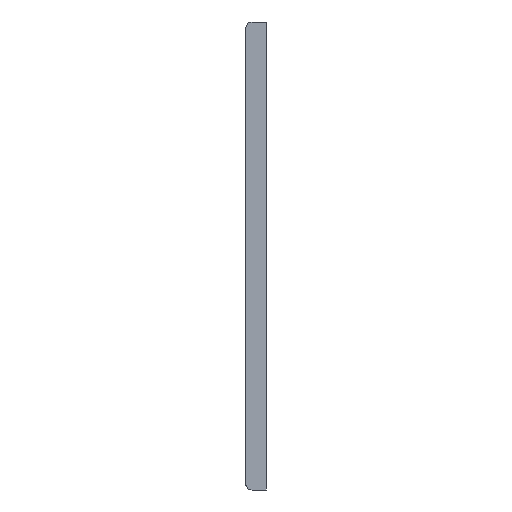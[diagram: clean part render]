
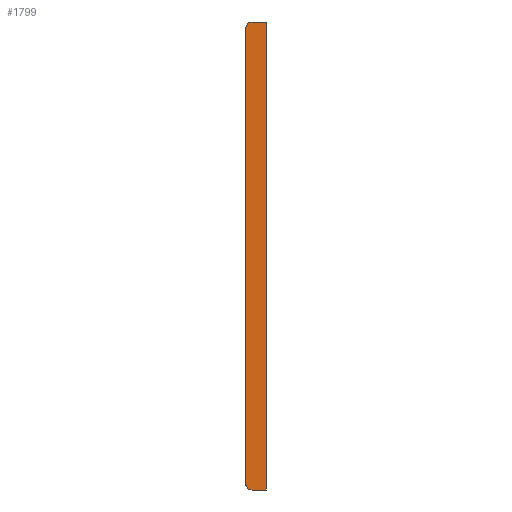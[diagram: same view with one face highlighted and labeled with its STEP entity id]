
A CAD part, left-side view. The second image highlights one B-rep face of the part: STEP entity #1799.
In plain terms, the highlighted planar face has unit normal (-1, 0, 0).
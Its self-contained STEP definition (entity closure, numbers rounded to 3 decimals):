
#73=PLANE('',#1974);
#172=LINE('',#2859,#347);
#190=LINE('',#2917,#365);
#207=LINE('',#2964,#382);
#229=LINE('',#3025,#404);
#347=VECTOR('',#2248,10.);
#365=VECTOR('',#2308,10.);
#382=VECTOR('',#2353,10.);
#404=VECTOR('',#2415,10.);
#541=FACE_OUTER_BOUND('',#651,.T.);
#651=EDGE_LOOP('',(#1546,#1547,#1548,#1549,#1550,#1551));
#745=CIRCLE('',#1956,0.75);
#754=CIRCLE('',#1975,0.75);
#870=VERTEX_POINT('',#2856);
#871=VERTEX_POINT('',#2858);
#889=VERTEX_POINT('',#2914);
#890=VERTEX_POINT('',#2916);
#906=VERTEX_POINT('',#2963);
#925=VERTEX_POINT('',#3024);
#1070=EDGE_CURVE('',#870,#871,#172,.T.);
#1099=EDGE_CURVE('',#889,#890,#190,.T.);
#1124=EDGE_CURVE('',#890,#906,#207,.T.);
#1126=EDGE_CURVE('',#906,#870,#745,.T.);
#1155=EDGE_CURVE('',#889,#925,#229,.T.);
#1156=EDGE_CURVE('',#871,#925,#754,.T.);
#1546=ORIENTED_EDGE('',*,*,#1126,.F.);
#1547=ORIENTED_EDGE('',*,*,#1124,.F.);
#1548=ORIENTED_EDGE('',*,*,#1099,.F.);
#1549=ORIENTED_EDGE('',*,*,#1155,.T.);
#1550=ORIENTED_EDGE('',*,*,#1156,.F.);
#1551=ORIENTED_EDGE('',*,*,#1070,.F.);
#1799=ADVANCED_FACE('',(#541),#73,.T.);
#1956=AXIS2_PLACEMENT_3D('',#2967,#2357,#2358);
#1974=AXIS2_PLACEMENT_3D('',#3023,#2413,#2414);
#1975=AXIS2_PLACEMENT_3D('',#3026,#2416,#2417);
#2248=DIRECTION('',(0.,0.,1.));
#2308=DIRECTION('',(0.,0.,-1.));
#2353=DIRECTION('',(0.,1.,0.));
#2357=DIRECTION('center_axis',(1.,0.,0.));
#2358=DIRECTION('ref_axis',(0.,0.707,-0.707));
#2413=DIRECTION('center_axis',(-1.,0.,0.));
#2414=DIRECTION('ref_axis',(0.,0.,1.));
#2415=DIRECTION('',(0.,1.,0.));
#2416=DIRECTION('center_axis',(1.,0.,0.));
#2417=DIRECTION('ref_axis',(0.,0.707,0.707));
#2856=CARTESIAN_POINT('',(-28.897,2.45,-36.345));
#2858=CARTESIAN_POINT('',(-28.897,2.45,17.955));
#2859=CARTESIAN_POINT('',(-28.897,2.45,18.705));
#2914=CARTESIAN_POINT('',(-28.897,0.,18.705));
#2916=CARTESIAN_POINT('',(-28.897,0.,-37.095));
#2917=CARTESIAN_POINT('',(-28.897,0.,18.705));
#2963=CARTESIAN_POINT('',(-28.897,1.7,-37.095));
#2964=CARTESIAN_POINT('',(-28.897,0.,-37.095));
#2967=CARTESIAN_POINT('Origin',(-28.897,1.7,-36.345));
#3023=CARTESIAN_POINT('Origin',(-28.897,0.,-37.095));
#3024=CARTESIAN_POINT('',(-28.897,1.7,18.705));
#3025=CARTESIAN_POINT('',(-28.897,0.,18.705));
#3026=CARTESIAN_POINT('Origin',(-28.897,1.7,17.955));
